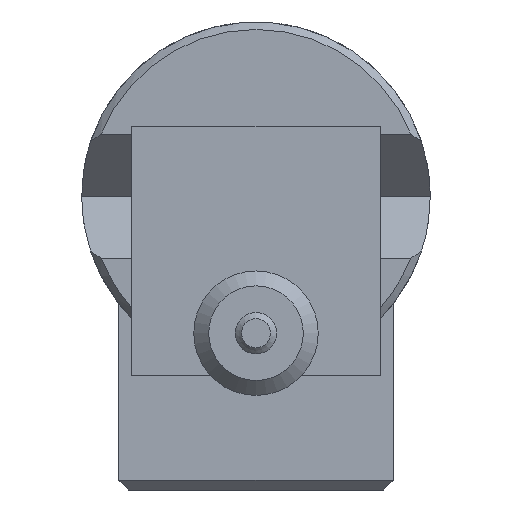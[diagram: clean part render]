
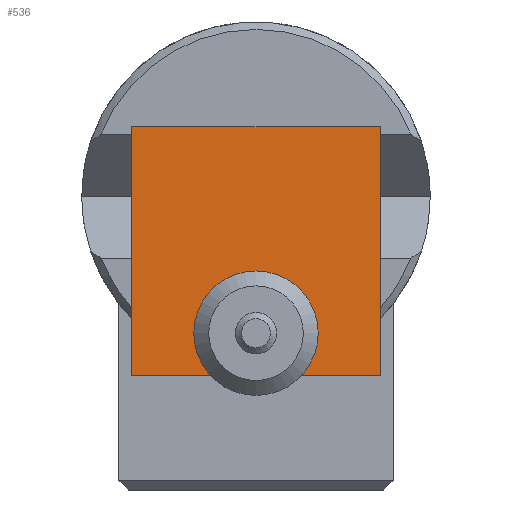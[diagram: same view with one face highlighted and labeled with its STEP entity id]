
A CAD part, front view. The second image highlights one B-rep face of the part: STEP entity #536.
In plain terms, the highlighted planar face has unit normal (0, -1, 0).
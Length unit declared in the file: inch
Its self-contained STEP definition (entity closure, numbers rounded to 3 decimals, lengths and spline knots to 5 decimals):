
#249=CARTESIAN_POINT('',(-0.0742,-1.19227,0.23));
#250=VERTEX_POINT('',#249);
#251=CARTESIAN_POINT('',(0.0732,-1.19227,0.23));
#252=VERTEX_POINT('',#251);
#259=CARTESIAN_POINT('',(-0.2505,-1.19227,0.23));
#260=VERTEX_POINT('',#259);
#261=CARTESIAN_POINT('',(-0.2505,-1.19227,0.23));
#262=DIRECTION('',(1.0,0.0,0.0));
#263=VECTOR('',#262,0.1763);
#264=LINE('',#261,#263);
#265=EDGE_CURVE('',#260,#250,#264,.T.);
#315=CARTESIAN_POINT('',(0.2495,-1.19227,0.23));
#316=VERTEX_POINT('',#315);
#323=CARTESIAN_POINT('',(0.0732,-1.19227,0.23));
#324=DIRECTION('',(1.0,0.0,0.0));
#325=VECTOR('',#324,0.1763);
#326=LINE('',#323,#325);
#327=EDGE_CURVE('',#252,#316,#326,.T.);
#421=CARTESIAN_POINT('',(-0.0005,-1.19227,0.315));
#422=DIRECTION('',(0.0,1.0,0.0));
#423=DIRECTION('',(0.0,0.0,1.0));
#424=AXIS2_PLACEMENT_3D('',#421,#422,#423);
#425=CIRCLE('',#424,0.1125);
#426=EDGE_CURVE('',#250,#252,#425,.T.);
#504=CARTESIAN_POINT('',(-0.2505,-1.19227,0.73));
#505=DIRECTION('',(0.0,-1.0,0.0));
#506=DIRECTION('',(0.0,0.0,1.0));
#507=AXIS2_PLACEMENT_3D('',#504,#505,#506);
#508=PLANE('',#507);
#509=ORIENTED_EDGE('',*,*,#426,.T.);
#510=ORIENTED_EDGE('',*,*,#327,.T.);
#511=CARTESIAN_POINT('',(0.2495,-1.19227,0.73));
#512=VERTEX_POINT('',#511);
#513=CARTESIAN_POINT('',(0.2495,-1.19227,0.73));
#514=DIRECTION('',(0.0,0.0,-1.0));
#515=VECTOR('',#514,0.5);
#516=LINE('',#513,#515);
#517=EDGE_CURVE('',#512,#316,#516,.T.);
#518=ORIENTED_EDGE('',*,*,#517,.F.);
#519=CARTESIAN_POINT('',(-0.2505,-1.19227,0.73));
#520=VERTEX_POINT('',#519);
#521=CARTESIAN_POINT('',(-0.2505,-1.19227,0.73));
#522=DIRECTION('',(1.0,0.0,0.0));
#523=VECTOR('',#522,0.5);
#524=LINE('',#521,#523);
#525=EDGE_CURVE('',#520,#512,#524,.T.);
#526=ORIENTED_EDGE('',*,*,#525,.F.);
#527=CARTESIAN_POINT('',(-0.2505,-1.19227,0.73));
#528=DIRECTION('',(0.0,0.0,-1.0));
#529=VECTOR('',#528,0.5);
#530=LINE('',#527,#529);
#531=EDGE_CURVE('',#520,#260,#530,.T.);
#532=ORIENTED_EDGE('',*,*,#531,.T.);
#533=ORIENTED_EDGE('',*,*,#265,.T.);
#534=EDGE_LOOP('',(#509,#510,#518,#526,#532,#533));
#535=FACE_OUTER_BOUND('',#534,.T.);
#536=ADVANCED_FACE('',(#535),#508,.T.);
